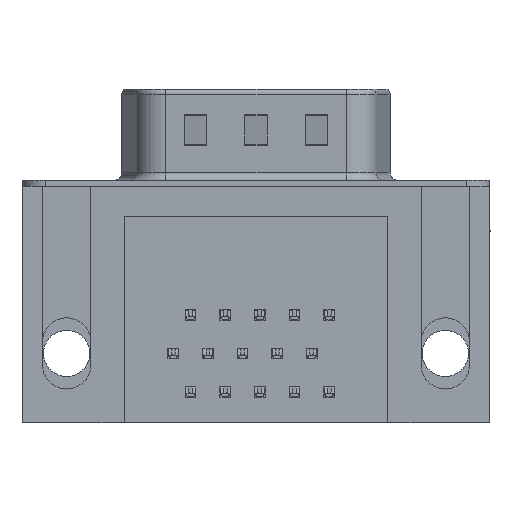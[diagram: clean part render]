
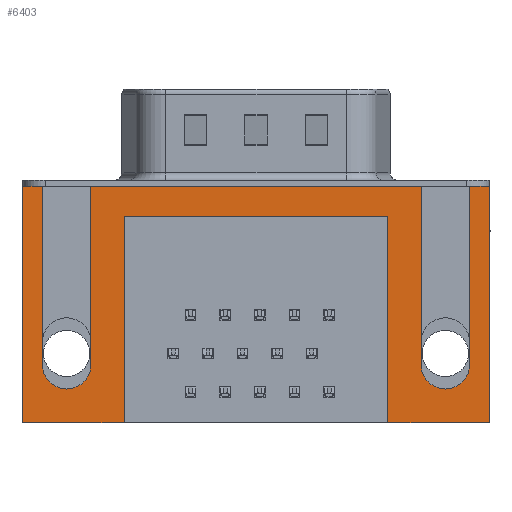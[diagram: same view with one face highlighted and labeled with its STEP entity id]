
A CAD part, front view. The second image highlights one B-rep face of the part: STEP entity #6403.
In plain terms, the highlighted planar face has unit normal (0, -1, 0).
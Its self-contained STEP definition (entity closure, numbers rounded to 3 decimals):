
#16 = EDGE_CURVE ( 'NONE', #5992, #14507, #16710, .T. ) ;
#450 = LINE ( 'NONE', #4908, #15655 ) ;
#666 = DIRECTION ( 'NONE',  ( 0., -1., 0. ) ) ;
#907 = VERTEX_POINT ( 'NONE', #17798 ) ;
#958 = DIRECTION ( 'NONE',  ( 0., 0., -1. ) ) ;
#962 = ORIENTED_EDGE ( 'NONE', *, *, #2599, .F. ) ;
#969 = CARTESIAN_POINT ( 'NONE',  ( 27.9, -6.275, -15.6 ) ) ;
#985 = DIRECTION ( 'NONE',  ( 0., 0., -1. ) ) ;
#1180 = DIRECTION ( 'NONE',  ( 1., 0., 0. ) ) ;
#1209 = DIRECTION ( 'NONE',  ( 0., 0., -1. ) ) ;
#1376 = CARTESIAN_POINT ( 'NONE',  ( 23.39, -6.275, 0. ) ) ;
#1645 = ORIENTED_EDGE ( 'NONE', *, *, #5531, .F. ) ;
#1716 = ORIENTED_EDGE ( 'NONE', *, *, #2670, .T. ) ;
#1817 = VERTEX_POINT ( 'NONE', #6511 ) ;
#2008 = LINE ( 'NONE', #3624, #9924 ) ;
#2183 = EDGE_LOOP ( 'NONE', ( #18369, #962, #14706, #1645, #14990, #6788, #10338, #18833, #7224, #6338, #16796, #5372, #10824, #16985, #15582, #4329, #1716, #5557 ) ) ;
#2237 = LINE ( 'NONE', #19261, #18485 ) ;
#2532 = DIRECTION ( 'NONE',  ( 0., 0., 1. ) ) ;
#2599 = EDGE_CURVE ( 'NONE', #7399, #5992, #3110, .T. ) ;
#2670 = EDGE_CURVE ( 'NONE', #14701, #11040, #7558, .T. ) ;
#2746 = CARTESIAN_POINT ( 'NONE',  ( -2.91, -6.275, 0. ) ) ;
#2804 = EDGE_CURVE ( 'NONE', #12834, #11358, #8926, .T. ) ;
#2949 = LINE ( 'NONE', #2746, #12987 ) ;
#2974 = VERTEX_POINT ( 'NONE', #9520 ) ;
#3110 = CIRCLE ( 'NONE', #14377, 1.6 ) ;
#3129 = DIRECTION ( 'NONE',  ( 0., 0., -1. ) ) ;
#3215 = EDGE_CURVE ( 'NONE', #13614, #8466, #2949, .T. ) ;
#3324 = CARTESIAN_POINT ( 'NONE',  ( 27.9, -6.275, -15.6 ) ) ;
#3558 = VERTEX_POINT ( 'NONE', #5251 ) ;
#3624 = CARTESIAN_POINT ( 'NONE',  ( 1.6, -6.275, 0. ) ) ;
#3728 = DIRECTION ( 'NONE',  ( 0., 0., 1. ) ) ;
#4098 = AXIS2_PLACEMENT_3D ( 'NONE', #5604, #666, #958 ) ;
#4329 = ORIENTED_EDGE ( 'NONE', *, *, #10932, .F. ) ;
#4599 = CARTESIAN_POINT ( 'NONE',  ( 27.9, -6.275, 0. ) ) ;
#4622 = CARTESIAN_POINT ( 'NONE',  ( 27.9, -6.275, -15.6 ) ) ;
#4765 = VERTEX_POINT ( 'NONE', #9596 ) ;
#4908 = CARTESIAN_POINT ( 'NONE',  ( 3.79, -6.275, -2. ) ) ;
#5251 = CARTESIAN_POINT ( 'NONE',  ( 3.79, -6.275, -15.6 ) ) ;
#5364 = VECTOR ( 'NONE', #7444, 1000. ) ;
#5372 = ORIENTED_EDGE ( 'NONE', *, *, #19063, .F. ) ;
#5469 = CARTESIAN_POINT ( 'NONE',  ( -2.91, -6.275, 0. ) ) ;
#5531 = EDGE_CURVE ( 'NONE', #907, #15563, #5923, .T. ) ;
#5557 = ORIENTED_EDGE ( 'NONE', *, *, #18357, .F. ) ;
#5604 = CARTESIAN_POINT ( 'NONE',  ( 0., -6.275, -11.78 ) ) ;
#5628 = DIRECTION ( 'NONE',  ( 0., -1., 0. ) ) ;
#5684 = CIRCLE ( 'NONE', #18538, 1.6 ) ;
#5805 = EDGE_CURVE ( 'NONE', #15563, #7399, #5684, .T. ) ;
#5871 = DIRECTION ( 'NONE',  ( 1., 0., 0. ) ) ;
#5923 = LINE ( 'NONE', #1376, #5364 ) ;
#5940 = CARTESIAN_POINT ( 'NONE',  ( 26.59, -6.275, 0. ) ) ;
#5992 = VERTEX_POINT ( 'NONE', #14256 ) ;
#6004 = AXIS2_PLACEMENT_3D ( 'NONE', #7099, #18426, #3129 ) ;
#6037 = LINE ( 'NONE', #4622, #8967 ) ;
#6338 = ORIENTED_EDGE ( 'NONE', *, *, #3215, .F. ) ;
#6403 = ADVANCED_FACE ( 'NONE', ( #12293 ), #14749, .T. ) ;
#6431 = EDGE_CURVE ( 'NONE', #11358, #2974, #16595, .T. ) ;
#6511 = CARTESIAN_POINT ( 'NONE',  ( -2.91, -6.275, -15.6 ) ) ;
#6788 = ORIENTED_EDGE ( 'NONE', *, *, #18785, .F. ) ;
#6925 = EDGE_CURVE ( 'NONE', #19050, #907, #10164, .T. ) ;
#7099 = CARTESIAN_POINT ( 'NONE',  ( -2.91, -6.275, -2.5 ) ) ;
#7223 = LINE ( 'NONE', #969, #18304 ) ;
#7224 = ORIENTED_EDGE ( 'NONE', *, *, #7364, .F. ) ;
#7238 = CARTESIAN_POINT ( 'NONE',  ( -2.91, -6.275, 0. ) ) ;
#7261 = VECTOR ( 'NONE', #17889, 1000. ) ;
#7364 = EDGE_CURVE ( 'NONE', #8466, #12834, #8542, .T. ) ;
#7399 = VERTEX_POINT ( 'NONE', #8443 ) ;
#7444 = DIRECTION ( 'NONE',  ( 0., 0., -1. ) ) ;
#7558 = LINE ( 'NONE', #17024, #16958 ) ;
#7711 = CARTESIAN_POINT ( 'NONE',  ( 21.2, -6.275, -15.6 ) ) ;
#7933 = AXIS2_PLACEMENT_3D ( 'NONE', #14700, #5628, #985 ) ;
#8234 = CARTESIAN_POINT ( 'NONE',  ( 24.99, -6.275, -11.78 ) ) ;
#8443 = CARTESIAN_POINT ( 'NONE',  ( 24.99, -6.275, -13.38 ) ) ;
#8466 = VERTEX_POINT ( 'NONE', #18306 ) ;
#8542 = LINE ( 'NONE', #19399, #7261 ) ;
#8842 = EDGE_CURVE ( 'NONE', #1817, #13614, #19605, .T. ) ;
#8878 = CARTESIAN_POINT ( 'NONE',  ( 3.79, -6.275, -2. ) ) ;
#8926 = CIRCLE ( 'NONE', #4098, 1.6 ) ;
#8967 = VECTOR ( 'NONE', #13594, 1000. ) ;
#9126 = CARTESIAN_POINT ( 'NONE',  ( 24.99, -6.275, -11.78 ) ) ;
#9520 = CARTESIAN_POINT ( 'NONE',  ( 1.6, -6.275, -11.78 ) ) ;
#9596 = CARTESIAN_POINT ( 'NONE',  ( 3.79, -6.275, -2. ) ) ;
#9732 = DIRECTION ( 'NONE',  ( -1., 0., 0. ) ) ;
#9737 = EDGE_CURVE ( 'NONE', #12601, #15512, #2237, .T. ) ;
#9924 = VECTOR ( 'NONE', #3728, 1000. ) ;
#10164 = LINE ( 'NONE', #7238, #15287 ) ;
#10338 = ORIENTED_EDGE ( 'NONE', *, *, #6431, .F. ) ;
#10711 = CARTESIAN_POINT ( 'NONE',  ( 23.39, -6.275, -11.78 ) ) ;
#10824 = ORIENTED_EDGE ( 'NONE', *, *, #14549, .F. ) ;
#10844 = DIRECTION ( 'NONE',  ( 0., 0., 1. ) ) ;
#10932 = EDGE_CURVE ( 'NONE', #14701, #12601, #7223, .T. ) ;
#11040 = VERTEX_POINT ( 'NONE', #4599 ) ;
#11358 = VERTEX_POINT ( 'NONE', #14661 ) ;
#11616 = DIRECTION ( 'NONE',  ( 1., 0., 0. ) ) ;
#12087 = DIRECTION ( 'NONE',  ( 0., 0., 1. ) ) ;
#12093 = VECTOR ( 'NONE', #1209, 1000. ) ;
#12189 = DIRECTION ( 'NONE',  ( 0., -1., 0. ) ) ;
#12222 = EDGE_CURVE ( 'NONE', #15512, #4765, #450, .T. ) ;
#12293 = FACE_OUTER_BOUND ( 'NONE', #2183, .T. ) ;
#12372 = CARTESIAN_POINT ( 'NONE',  ( 1.6, -6.275, 0. ) ) ;
#12386 = DIRECTION ( 'NONE',  ( 0., 0., 1. ) ) ;
#12413 = CARTESIAN_POINT ( 'NONE',  ( -2.91, -6.275, 0. ) ) ;
#12601 = VERTEX_POINT ( 'NONE', #7711 ) ;
#12834 = VERTEX_POINT ( 'NONE', #19373 ) ;
#12987 = VECTOR ( 'NONE', #5871, 1000. ) ;
#13551 = CARTESIAN_POINT ( 'NONE',  ( 21.2, -6.275, -2. ) ) ;
#13594 = DIRECTION ( 'NONE',  ( -1., 0., 0. ) ) ;
#13614 = VERTEX_POINT ( 'NONE', #12413 ) ;
#14256 = CARTESIAN_POINT ( 'NONE',  ( 26.59, -6.275, -11.78 ) ) ;
#14300 = VECTOR ( 'NONE', #10844, 1000. ) ;
#14377 = AXIS2_PLACEMENT_3D ( 'NONE', #8234, #12189, #17119 ) ;
#14507 = VERTEX_POINT ( 'NONE', #14830 ) ;
#14549 = EDGE_CURVE ( 'NONE', #4765, #3558, #16521, .T. ) ;
#14661 = CARTESIAN_POINT ( 'NONE',  ( 0., -6.275, -13.38 ) ) ;
#14700 = CARTESIAN_POINT ( 'NONE',  ( 0., -6.275, -11.78 ) ) ;
#14701 = VERTEX_POINT ( 'NONE', #3324 ) ;
#14706 = ORIENTED_EDGE ( 'NONE', *, *, #5805, .F. ) ;
#14749 = PLANE ( 'NONE',  #6004 ) ;
#14830 = CARTESIAN_POINT ( 'NONE',  ( 26.59, -6.275, 0. ) ) ;
#14990 = ORIENTED_EDGE ( 'NONE', *, *, #6925, .F. ) ;
#15255 = DIRECTION ( 'NONE',  ( 0., 0., 1. ) ) ;
#15287 = VECTOR ( 'NONE', #1180, 1000. ) ;
#15512 = VERTEX_POINT ( 'NONE', #13551 ) ;
#15563 = VERTEX_POINT ( 'NONE', #10711 ) ;
#15582 = ORIENTED_EDGE ( 'NONE', *, *, #9737, .F. ) ;
#15655 = VECTOR ( 'NONE', #9732, 1000. ) ;
#16521 = LINE ( 'NONE', #8878, #12093 ) ;
#16595 = CIRCLE ( 'NONE', #7933, 1.6 ) ;
#16710 = LINE ( 'NONE', #5940, #19800 ) ;
#16796 = ORIENTED_EDGE ( 'NONE', *, *, #8842, .F. ) ;
#16958 = VECTOR ( 'NONE', #12386, 1000. ) ;
#16985 = ORIENTED_EDGE ( 'NONE', *, *, #12222, .F. ) ;
#17024 = CARTESIAN_POINT ( 'NONE',  ( 27.9, -6.275, -2.5 ) ) ;
#17119 = DIRECTION ( 'NONE',  ( 0., 0., 1. ) ) ;
#17698 = DIRECTION ( 'NONE',  ( -1., 0., 0. ) ) ;
#17798 = CARTESIAN_POINT ( 'NONE',  ( 23.39, -6.275, 0. ) ) ;
#17889 = DIRECTION ( 'NONE',  ( 0., 0., -1. ) ) ;
#18280 = DIRECTION ( 'NONE',  ( 0., -1., 0. ) ) ;
#18304 = VECTOR ( 'NONE', #17698, 1000. ) ;
#18306 = CARTESIAN_POINT ( 'NONE',  ( -1.6, -6.275, 0. ) ) ;
#18357 = EDGE_CURVE ( 'NONE', #14507, #11040, #19260, .T. ) ;
#18369 = ORIENTED_EDGE ( 'NONE', *, *, #16, .F. ) ;
#18387 = CARTESIAN_POINT ( 'NONE',  ( -2.91, -6.275, -2.5 ) ) ;
#18426 = DIRECTION ( 'NONE',  ( 0., -1., 0. ) ) ;
#18485 = VECTOR ( 'NONE', #2532, 1000. ) ;
#18538 = AXIS2_PLACEMENT_3D ( 'NONE', #9126, #18280, #15255 ) ;
#18785 = EDGE_CURVE ( 'NONE', #2974, #19050, #2008, .T. ) ;
#18833 = ORIENTED_EDGE ( 'NONE', *, *, #2804, .F. ) ;
#19050 = VERTEX_POINT ( 'NONE', #12372 ) ;
#19063 = EDGE_CURVE ( 'NONE', #3558, #1817, #6037, .T. ) ;
#19260 = LINE ( 'NONE', #5469, #19620 ) ;
#19261 = CARTESIAN_POINT ( 'NONE',  ( 21.2, -6.275, -2. ) ) ;
#19373 = CARTESIAN_POINT ( 'NONE',  ( -1.6, -6.275, -11.78 ) ) ;
#19399 = CARTESIAN_POINT ( 'NONE',  ( -1.6, -6.275, 0. ) ) ;
#19605 = LINE ( 'NONE', #18387, #14300 ) ;
#19620 = VECTOR ( 'NONE', #11616, 1000. ) ;
#19800 = VECTOR ( 'NONE', #12087, 1000. ) ;
